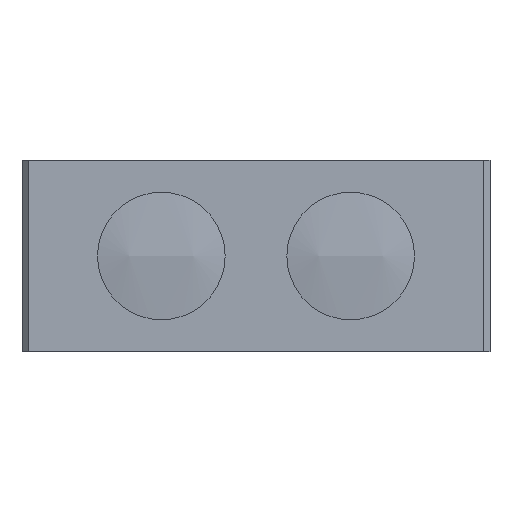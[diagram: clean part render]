
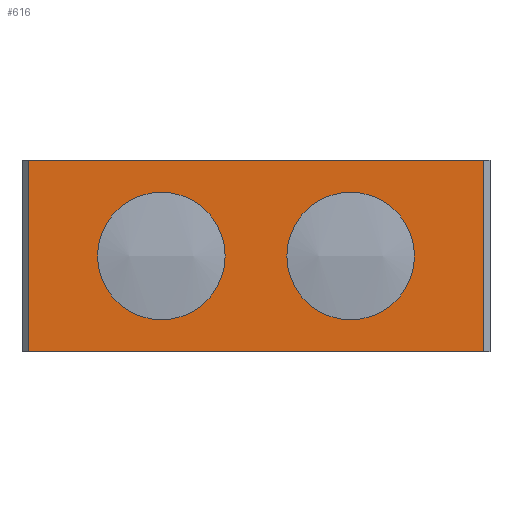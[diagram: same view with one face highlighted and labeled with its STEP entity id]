
A CAD part, left-side view. The second image highlights one B-rep face of the part: STEP entity #616.
In plain terms, the highlighted planar face has unit normal (-1, 0, 0).
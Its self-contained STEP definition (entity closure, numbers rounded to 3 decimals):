
#43=FACE_BOUND('',#149,.T.);
#44=FACE_BOUND('',#150,.T.);
#61=CIRCLE('',#685,3.);
#62=CIRCLE('',#686,3.);
#100=FACE_OUTER_BOUND('',#148,.T.);
#148=EDGE_LOOP('',(#453,#454,#455,#456));
#149=EDGE_LOOP('',(#457));
#150=EDGE_LOOP('',(#458));
#209=LINE('',#987,#253);
#216=LINE('',#1009,#260);
#219=LINE('',#1015,#263);
#220=LINE('',#1016,#264);
#253=VECTOR('',#771,10.);
#260=VECTOR('',#792,10.);
#263=VECTOR('',#797,10.);
#264=VECTOR('',#798,10.);
#296=VERTEX_POINT('',#984);
#297=VERTEX_POINT('',#986);
#305=VERTEX_POINT('',#1008);
#307=VERTEX_POINT('',#1014);
#308=VERTEX_POINT('',#1017);
#309=VERTEX_POINT('',#1019);
#351=EDGE_CURVE('',#296,#297,#209,.T.);
#362=EDGE_CURVE('',#297,#305,#216,.T.);
#365=EDGE_CURVE('',#307,#296,#219,.T.);
#366=EDGE_CURVE('',#305,#307,#220,.T.);
#367=EDGE_CURVE('',#308,#308,#61,.T.);
#368=EDGE_CURVE('',#309,#309,#62,.T.);
#453=ORIENTED_EDGE('',*,*,#362,.F.);
#454=ORIENTED_EDGE('',*,*,#351,.F.);
#455=ORIENTED_EDGE('',*,*,#365,.F.);
#456=ORIENTED_EDGE('',*,*,#366,.F.);
#457=ORIENTED_EDGE('',*,*,#367,.T.);
#458=ORIENTED_EDGE('',*,*,#368,.T.);
#594=PLANE('',#684);
#616=ADVANCED_FACE('',(#100,#43,#44),#594,.T.);
#684=AXIS2_PLACEMENT_3D('',#1013,#795,#796);
#685=AXIS2_PLACEMENT_3D('',#1018,#799,#800);
#686=AXIS2_PLACEMENT_3D('',#1020,#801,#802);
#771=DIRECTION('',(0.,1.,0.));
#792=DIRECTION('',(0.,0.,1.));
#795=DIRECTION('center_axis',(-1.,0.,0.));
#796=DIRECTION('ref_axis',(0.,-1.,0.));
#797=DIRECTION('',(0.,0.,-1.));
#798=DIRECTION('',(0.,-1.,0.));
#799=DIRECTION('center_axis',(1.,0.,0.));
#800=DIRECTION('ref_axis',(0.,0.,-1.));
#801=DIRECTION('center_axis',(1.,0.,0.));
#802=DIRECTION('ref_axis',(0.,0.,-1.));
#984=CARTESIAN_POINT('',(-15.,-10.7,-4.5));
#986=CARTESIAN_POINT('',(-15.,10.7,-4.5));
#987=CARTESIAN_POINT('',(-15.,-11.,-4.5));
#1008=CARTESIAN_POINT('',(-15.,10.7,4.5));
#1009=CARTESIAN_POINT('',(-15.,10.7,0.));
#1013=CARTESIAN_POINT('Origin',(-15.,11.,0.));
#1014=CARTESIAN_POINT('',(-15.,-10.7,4.5));
#1015=CARTESIAN_POINT('',(-15.,-10.7,0.));
#1016=CARTESIAN_POINT('',(-15.,-11.,4.5));
#1017=CARTESIAN_POINT('',(-15.,7.45,0.));
#1018=CARTESIAN_POINT('Origin',(-15.,4.45,0.));
#1019=CARTESIAN_POINT('',(-15.,-1.45,0.));
#1020=CARTESIAN_POINT('Origin',(-15.,-4.45,0.));
